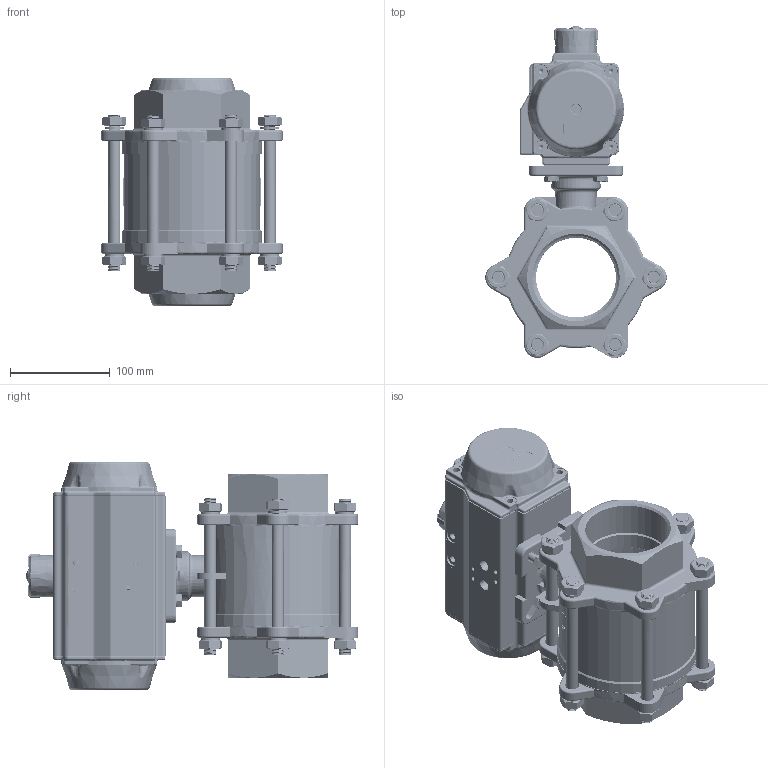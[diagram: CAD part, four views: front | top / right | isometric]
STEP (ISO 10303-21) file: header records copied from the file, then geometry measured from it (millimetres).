
FILE_DESCRIPTION(/* description */ ('Unknown'),/* implementation_level */ '2;1');
FILE_NAME(/* name */ 'PD05 9336-11',/* time_stamp */ '2025-01-17T11:21:05+01:00',/* author */ ('Unknown'),/* organization */ ('Unknown'),/* preprocessor_version */ 'ST-DEVELOPER v19.4',/* originating_system */ 'Solid Edge',/* authorisation */ 'Unknown');
FILE_SCHEMA (('AUTOMOTIVE_DESIGN {1 0 10303 214 3 1 1}'));
Length unit declared in the file: millimetre
Products named in the file (24): PD059336-11; 9336-11_oa_0; Body; Stem; Paking RING; Bellevlle Washer; Small hex thin nuts-Fine pitch thread GB_GB_FASTENER_NUT_SSFNTT B M24
X1.5-N; Tab Washer; Nut Stopper; Nut; Spring Washer; hex thin nuts-grades ab-chamfered gb11_GB_FASTENER_NUT_STNAB M14-N; MV-33-G-DN80; DIN 933 M8x25 A2-70 BLK_EDST; PD05_PE04; VTE85____; Optische Anzeige; ______; ________(___________; cup head nib bolts with large head gb_GB_FASTENER_BOLT_CHNBW M6X25-N; huosai85; zhou85; vt85-2016-06-25  _______MIR; vt85-2016-06-25
Assembly tree (59 placements, depth 4):
  PD059336-11
    9336-11_oa_0
      Body
      Stem
      Paking RING
      Bellevlle Washer  x2
      Small hex thin nuts-Fine pitch thread GB_GB_FASTENER_NUT_SSFNTT B M24
X1.5-N
      Tab Washer
      Nut Stopper
      Nut  x6
      Spring Washer  x12
      hex thin nuts-grades ab-chamfered gb11_GB_FASTENER_NUT_STNAB M14-N  x12
      MV-33-G-DN80  x2
    DIN 933 M8x25 A2-70 BLK_EDST  x4
    PD05_PE04
      VTE85____
      Optische Anzeige
        ______
        ________(___________  x4
        cup head nib bolts with large head gb_GB_FASTENER_BOLT_CHNBW M6X25-N
      huosai85  x2
      zhou85
      vt85-2016-06-25  _______MIR
      vt85-2016-06-25
Bounding box: 181.5 x 332.14 x 228 mm (x, y, z)
Volume: 2212504.5 mm3; surface area: 636553 mm2
Topology: 56 solids, 56 shells, 4263 faces, 10691 edges, 6661 vertices
Faces by surface type: cylinder 1417, plane 1170, bspline 733, torus 556, cone 374, sphere 13
Full cylindrical faces by diameter (mm): 3 x16, 3.3 x8, 4 x2, 4.134 x8, 4.66 x1, 4.917 x13, 5 x1, 6 x1, 6.2 x1, 6.647 x6, 8 x4, 11.445 x2, 12 x2, 13 x14, 16.2 x1, 16.5 x1, 18.7 x1, 20 x7, 23 x12, 26 x1, 27 x1, 31.5 x1, 32.2 x1, 32.4 x1, 36 x4, 38.5 x1, 73 x2, 79.2 x2, 80 x2, 84 x6
Entity records: 114372 total; most frequent: CARTESIAN_POINT 53103, ORIENTED_EDGE 13450, DIRECTION 11143, EDGE_CURVE 6725, AXIS2_PLACEMENT_3D 4446, VERTEX_POINT 4331, FACE_BOUND 3272, EDGE_LOOP 3260
